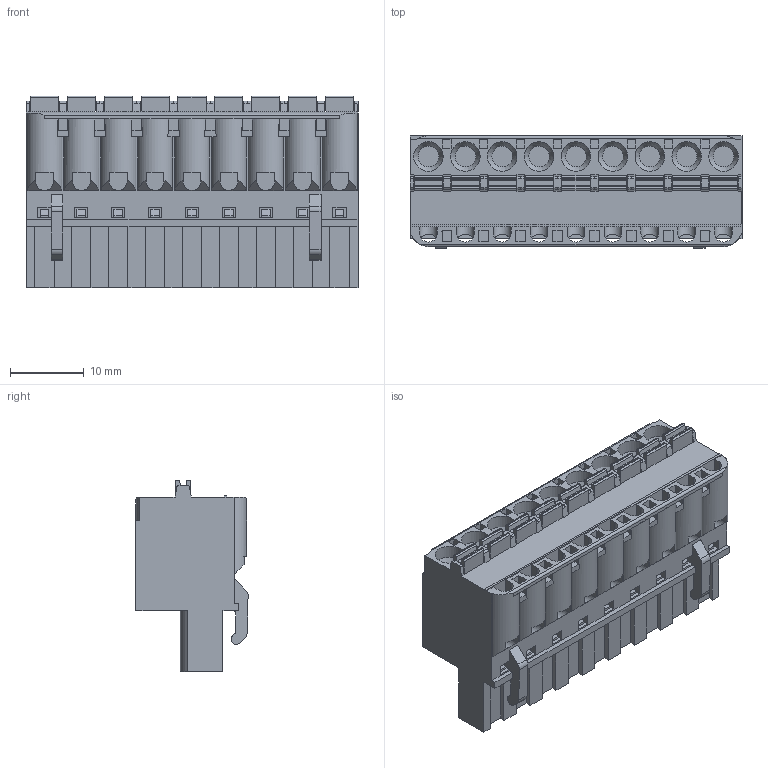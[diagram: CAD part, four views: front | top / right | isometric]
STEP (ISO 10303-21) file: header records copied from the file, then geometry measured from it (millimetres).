
FILE_DESCRIPTION(('STEP AP214'),'1');
FILE_NAME('SHM09-5.stp','2021-03-04T15:46:05',(' '),(' '),'Spatial InterOp 3D',' ',' ');
FILE_SCHEMA(('automotive_design'));
Length unit declared in the file: metre
Products named in the file (1): 1
Bounding box: 45 x 15.2 x 26 mm (x, y, z)
Volume: 10942.1 mm3; surface area: 5943.3 mm2
Topology: 1 solids, 1 shells, 776 faces, 2167 edges, 1416 vertices
Faces by surface type: plane 617, cylinder 140, cone 18, extrusion 1
Full cylindrical faces by diameter (mm): 4 x9
Entity records: 30714 total; most frequent: CARTESIAN_POINT 4401, ORIENTED_EDGE 4250, DIRECTION 4023, EDGE_CURVE 2125, VECTOR 1693, LINE 1692, VERTEX_POINT 1401, AXIS2_PLACEMENT_3D 1165
